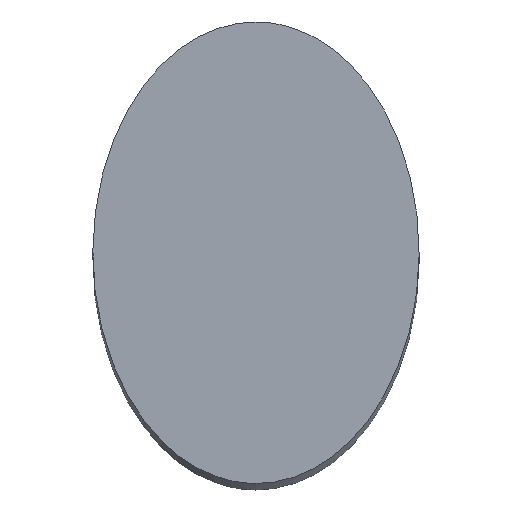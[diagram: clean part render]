
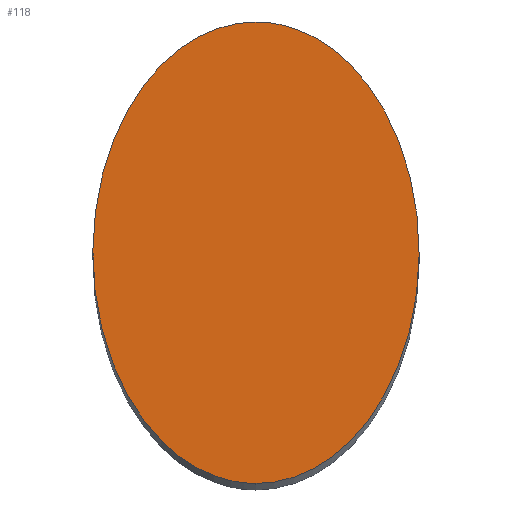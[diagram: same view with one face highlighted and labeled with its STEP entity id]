
A CAD part, top view. The second image highlights one B-rep face of the part: STEP entity #118.
In plain terms, the highlighted planar face has unit normal (0, 0, 1).
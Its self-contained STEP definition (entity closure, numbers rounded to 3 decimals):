
#10 = DIRECTION ( 'NONE',  ( 1., 0., 0. ) ) ;
#23 = CARTESIAN_POINT ( 'NONE',  ( 0., 1., 1. ) ) ;
#26 = CARTESIAN_POINT ( 'NONE',  ( 0., 36.355, 1. ) ) ;
#39 = VERTEX_POINT ( 'NONE', #26 ) ;
#41 = EDGE_LOOP ( 'NONE', ( #116, #48 ) ) ;
#48 = ORIENTED_EDGE ( 'NONE', *, *, #178, .T. ) ;
#49 = CARTESIAN_POINT ( 'NONE',  ( 0., -34.355, 1. ) ) ;
#53 = PLANE ( 'NONE',  #86 ) ;
#67 = FACE_OUTER_BOUND ( 'NONE', #41, .T. ) ;
#71 = CARTESIAN_POINT ( 'NONE',  ( -50., 36.355, 1. ) ) ;
#86 = AXIS2_PLACEMENT_3D ( 'NONE', #23, #148, #10 ) ;
#91 = VERTEX_POINT ( 'NONE', #49 ) ;
#93 = EDGE_CURVE ( 'NONE', #39, #91, #131, .T. ) ;
#100 = CARTESIAN_POINT ( 'NONE',  ( 0., -34.355, 1. ) ) ;
#115 = CARTESIAN_POINT ( 'NONE',  ( 0., 36.355, 1. ) ) ;
#116 = ORIENTED_EDGE ( 'NONE', *, *, #93, .T. ) ;
#118 = ADVANCED_FACE ( 'NONE', ( #67 ), #53, .T. ) ;
#130 = CARTESIAN_POINT ( 'NONE',  ( -50., -34.355, 1. ) ) ;
#131 =( BOUNDED_CURVE ( )  B_SPLINE_CURVE ( 3, ( #115, #71, #130, #165 ),
 .UNSPECIFIED., .F., .F. ) 
 B_SPLINE_CURVE_WITH_KNOTS ( ( 4, 4 ),
 ( 0., 3.142 ),
 .UNSPECIFIED. ) 
 CURVE ( )  GEOMETRIC_REPRESENTATION_ITEM ( )  RATIONAL_B_SPLINE_CURVE ( ( 1., 0.333, 0.333, 1. ) ) 
 REPRESENTATION_ITEM ( '' )  );
#135 = CARTESIAN_POINT ( 'NONE',  ( 50., -34.355, 1. ) ) ;
#141 = CARTESIAN_POINT ( 'NONE',  ( 50., 36.355, 1. ) ) ;
#148 = DIRECTION ( 'NONE',  ( 0., 0., 1. ) ) ;
#149 =( BOUNDED_CURVE ( )  B_SPLINE_CURVE ( 3, ( #100, #135, #141, #154 ),
 .UNSPECIFIED., .F., .F. ) 
 B_SPLINE_CURVE_WITH_KNOTS ( ( 4, 4 ),
 ( 3.142, 6.283 ),
 .UNSPECIFIED. ) 
 CURVE ( )  GEOMETRIC_REPRESENTATION_ITEM ( )  RATIONAL_B_SPLINE_CURVE ( ( 1., 0.333, 0.333, 1. ) ) 
 REPRESENTATION_ITEM ( '' )  );
#154 = CARTESIAN_POINT ( 'NONE',  ( 0., 36.355, 1. ) ) ;
#165 = CARTESIAN_POINT ( 'NONE',  ( 0., -34.355, 1. ) ) ;
#178 = EDGE_CURVE ( 'NONE', #91, #39, #149, .T. ) ;
